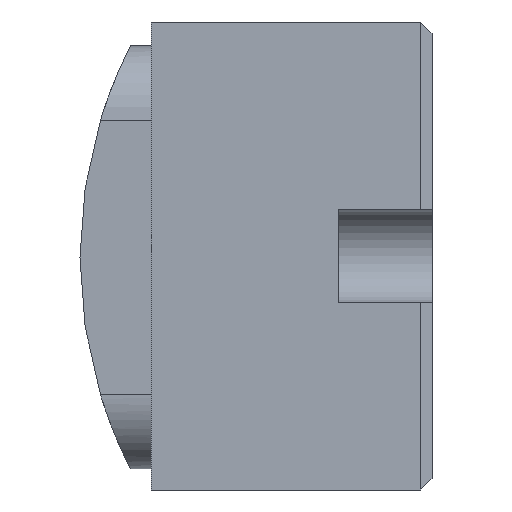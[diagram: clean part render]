
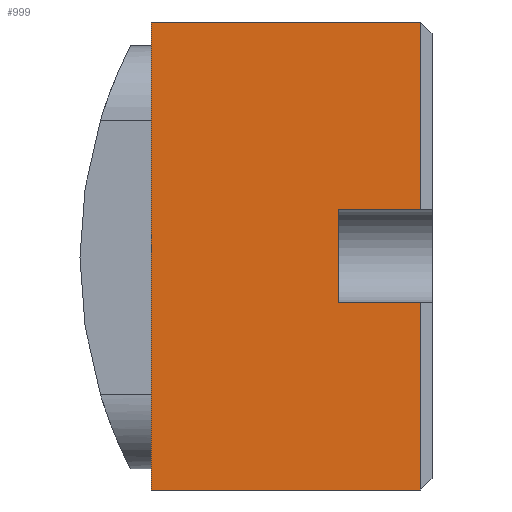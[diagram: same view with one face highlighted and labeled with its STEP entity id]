
A CAD part, left-side view. The second image highlights one B-rep face of the part: STEP entity #999.
In plain terms, the highlighted planar face has unit normal (-1, 0, 0).
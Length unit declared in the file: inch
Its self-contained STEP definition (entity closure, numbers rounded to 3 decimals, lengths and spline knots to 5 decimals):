
#20 = VERTEX_POINT ( 'NONE', #1362 ) ;
#90 = CARTESIAN_POINT ( 'NONE',  ( -0.7903, -0.17496, -0.07628 ) ) ;
#161 = ORIENTED_EDGE ( 'NONE', *, *, #2218, .T. ) ;
#182 = VECTOR ( 'NONE', #1577, 39.37008 ) ;
#189 = EDGE_CURVE ( 'NONE', #1648, #2522, #393, .T. ) ;
#236 = EDGE_CURVE ( 'NONE', #1648, #20, #1860, .T. ) ;
#373 = LINE ( 'NONE', #1388, #182 ) ;
#393 = LINE ( 'NONE', #1042, #916 ) ;
#404 = ORIENTED_EDGE ( 'NONE', *, *, #952, .F. ) ;
#410 = DIRECTION ( 'NONE',  ( 0., 0., 1. ) ) ;
#448 = CARTESIAN_POINT ( 'NONE',  ( -0.7903, -0.31276, 0.39616 ) ) ;
#497 = VECTOR ( 'NONE', #2388, 39.37008 ) ;
#557 = CARTESIAN_POINT ( 'NONE',  ( -0.7903, 0.14, 0.39616 ) ) ;
#590 = CARTESIAN_POINT ( 'NONE',  ( -0.7903, -0.31276, 0.0812 ) ) ;
#694 = ORIENTED_EDGE ( 'NONE', *, *, #1103, .T. ) ;
#697 = CARTESIAN_POINT ( 'NONE',  ( -0.7903, -0.31276, -0.07628 ) ) ;
#763 = CARTESIAN_POINT ( 'NONE',  ( -0.7903, -0.31276, 0.39616 ) ) ;
#799 = CARTESIAN_POINT ( 'NONE',  ( -0.7903, -0.31276, -0.07628 ) ) ;
#831 = CARTESIAN_POINT ( 'NONE',  ( -0.7903, 0.14, -0.39124 ) ) ;
#862 = VERTEX_POINT ( 'NONE', #697 ) ;
#915 = PLANE ( 'NONE',  #1653 ) ;
#916 = VECTOR ( 'NONE', #1228, 39.37008 ) ;
#952 = EDGE_CURVE ( 'NONE', #1419, #1229, #1562, .T. ) ;
#966 = EDGE_CURVE ( 'NONE', #2522, #1591, #2377, .T. ) ;
#999 = ADVANCED_FACE ( 'NONE', ( #2398 ), #915, .F. ) ;
#1018 = VECTOR ( 'NONE', #1477, 39.37008 ) ;
#1042 = CARTESIAN_POINT ( 'NONE',  ( -0.7903, 0.14, 0.39616 ) ) ;
#1103 = EDGE_CURVE ( 'NONE', #1392, #1591, #2412, .T. ) ;
#1174 = VECTOR ( 'NONE', #410, 39.37008 ) ;
#1228 = DIRECTION ( 'NONE',  ( 0., 0., 1. ) ) ;
#1229 = VERTEX_POINT ( 'NONE', #90 ) ;
#1246 = ORIENTED_EDGE ( 'NONE', *, *, #2228, .F. ) ;
#1276 = EDGE_LOOP ( 'NONE', ( #1530, #694, #1784, #1633, #1519, #161, #1246, #404 ) ) ;
#1362 = CARTESIAN_POINT ( 'NONE',  ( -0.7903, -0.31276, -0.39124 ) ) ;
#1363 = CARTESIAN_POINT ( 'NONE',  ( -0.7903, 0.14, 0.39616 ) ) ;
#1388 = CARTESIAN_POINT ( 'NONE',  ( -0.7903, -0.17496, 0.0812 ) ) ;
#1392 = VERTEX_POINT ( 'NONE', #590 ) ;
#1404 = LINE ( 'NONE', #2011, #1553 ) ;
#1419 = VERTEX_POINT ( 'NONE', #1434 ) ;
#1421 = CARTESIAN_POINT ( 'NONE',  ( -0.7903, 0.14, 0.39616 ) ) ;
#1434 = CARTESIAN_POINT ( 'NONE',  ( -0.7903, -0.17496, 0.0812 ) ) ;
#1477 = DIRECTION ( 'NONE',  ( 0., 0., 1. ) ) ;
#1519 = ORIENTED_EDGE ( 'NONE', *, *, #236, .T. ) ;
#1530 = ORIENTED_EDGE ( 'NONE', *, *, #1596, .T. ) ;
#1538 = CARTESIAN_POINT ( 'NONE',  ( -0.7903, -0.17496, 0.0812 ) ) ;
#1553 = VECTOR ( 'NONE', #2227, 39.37008 ) ;
#1562 = LINE ( 'NONE', #1538, #2590 ) ;
#1577 = DIRECTION ( 'NONE',  ( 0., -1., 0. ) ) ;
#1591 = VERTEX_POINT ( 'NONE', #763 ) ;
#1596 = EDGE_CURVE ( 'NONE', #1419, #1392, #373, .T. ) ;
#1622 = DIRECTION ( 'NONE',  ( 0., -1., 0. ) ) ;
#1633 = ORIENTED_EDGE ( 'NONE', *, *, #189, .F. ) ;
#1648 = VERTEX_POINT ( 'NONE', #2179 ) ;
#1653 = AXIS2_PLACEMENT_3D ( 'NONE', #557, #1997, #1741 ) ;
#1741 = DIRECTION ( 'NONE',  ( 0., 0., -1. ) ) ;
#1752 = DIRECTION ( 'NONE',  ( 0., 0., -1. ) ) ;
#1784 = ORIENTED_EDGE ( 'NONE', *, *, #966, .F. ) ;
#1805 = LINE ( 'NONE', #799, #1174 ) ;
#1851 = VECTOR ( 'NONE', #1622, 39.37008 ) ;
#1860 = LINE ( 'NONE', #831, #1851 ) ;
#1997 = DIRECTION ( 'NONE',  ( 1., 0., 0. ) ) ;
#2011 = CARTESIAN_POINT ( 'NONE',  ( -0.7903, -0.17496, -0.07628 ) ) ;
#2179 = CARTESIAN_POINT ( 'NONE',  ( -0.7903, 0.14, -0.39124 ) ) ;
#2218 = EDGE_CURVE ( 'NONE', #20, #862, #1805, .T. ) ;
#2227 = DIRECTION ( 'NONE',  ( 0., -1., 0. ) ) ;
#2228 = EDGE_CURVE ( 'NONE', #1229, #862, #1404, .T. ) ;
#2377 = LINE ( 'NONE', #1363, #497 ) ;
#2388 = DIRECTION ( 'NONE',  ( 0., -1., 0. ) ) ;
#2398 = FACE_OUTER_BOUND ( 'NONE', #1276, .T. ) ;
#2412 = LINE ( 'NONE', #448, #1018 ) ;
#2522 = VERTEX_POINT ( 'NONE', #1421 ) ;
#2590 = VECTOR ( 'NONE', #1752, 39.37008 ) ;
